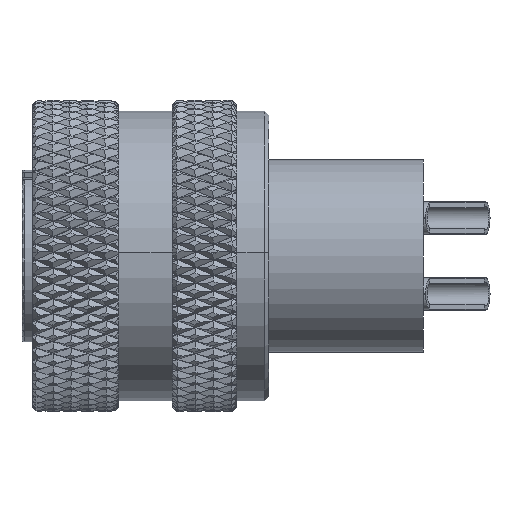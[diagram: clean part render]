
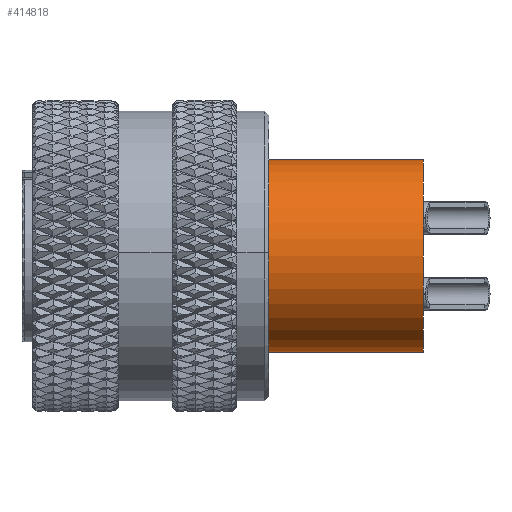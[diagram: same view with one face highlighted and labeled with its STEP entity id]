
A CAD part, front view. The second image highlights one B-rep face of the part: STEP entity #414818.
In plain terms, the highlighted cylindrical face has radius 4.5 mm (diameter 9 mm), a partial arc.
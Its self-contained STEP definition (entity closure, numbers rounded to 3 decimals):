
#6965 = CARTESIAN_POINT ( 'NONE',  ( 1.15, 0., 0. ) ) ;
#16358 = CIRCLE ( 'NONE', #304696, 4.5 ) ;
#28575 = ORIENTED_EDGE ( 'NONE', *, *, #465720, .T. ) ;
#54821 = CARTESIAN_POINT ( 'NONE',  ( -9.35, 0., 4.5 ) ) ;
#60500 = CARTESIAN_POINT ( 'NONE',  ( 9.35, 0., 0. ) ) ;
#96434 = DIRECTION ( 'NONE',  ( 0., 0., 1. ) ) ;
#136481 = CARTESIAN_POINT ( 'NONE',  ( 9.35, 0., -4.5 ) ) ;
#152780 = EDGE_CURVE ( 'NONE', #430823, #434052, #389404, .T. ) ;
#154631 = CARTESIAN_POINT ( 'NONE',  ( 1.15, 0., 4.5 ) ) ;
#163222 = DIRECTION ( 'NONE',  ( 0., 0., 1. ) ) ;
#164915 = CARTESIAN_POINT ( 'NONE',  ( -9.35, 0., 0. ) ) ;
#172936 = EDGE_CURVE ( 'NONE', #417150, #386712, #176911, .T. ) ;
#176911 = LINE ( 'NONE', #284432, #424170 ) ;
#178827 = ORIENTED_EDGE ( 'NONE', *, *, #172936, .F. ) ;
#202257 = DIRECTION ( 'NONE',  ( -1., 0., 0. ) ) ;
#203804 = DIRECTION ( 'NONE',  ( -1., 0., 0. ) ) ;
#215560 = EDGE_LOOP ( 'NONE', ( #178827, #28575, #227822, #437553 ) ) ;
#227822 = ORIENTED_EDGE ( 'NONE', *, *, #152780, .T. ) ;
#269116 = EDGE_CURVE ( 'NONE', #386712, #434052, #16358, .T. ) ;
#279607 = DIRECTION ( 'NONE',  ( -1., 0., 0. ) ) ;
#284432 = CARTESIAN_POINT ( 'NONE',  ( -9.35, 0., -4.5 ) ) ;
#304696 = AXIS2_PLACEMENT_3D ( 'NONE', #6965, #355397, #350577 ) ;
#329080 = CIRCLE ( 'NONE', #414843, 4.5 ) ;
#329256 = AXIS2_PLACEMENT_3D ( 'NONE', #164915, #348127, #96434 ) ;
#348127 = DIRECTION ( 'NONE',  ( -1., 0., 0. ) ) ;
#350577 = DIRECTION ( 'NONE',  ( 0., 0., 1. ) ) ;
#355397 = DIRECTION ( 'NONE',  ( -1., 0., 0. ) ) ;
#367471 = CARTESIAN_POINT ( 'NONE',  ( 1.15, 0., -4.5 ) ) ;
#375761 = CYLINDRICAL_SURFACE ( 'NONE', #329256, 4.5 ) ;
#386712 = VERTEX_POINT ( 'NONE', #367471 ) ;
#387157 = FACE_OUTER_BOUND ( 'NONE', #215560, .T. ) ;
#389404 = LINE ( 'NONE', #54821, #406872 ) ;
#393965 = CARTESIAN_POINT ( 'NONE',  ( 9.35, 0., 4.5 ) ) ;
#406872 = VECTOR ( 'NONE', #203804, 1000. ) ;
#414818 = ADVANCED_FACE ( 'NONE', ( #387157 ), #375761, .T. ) ;
#414843 = AXIS2_PLACEMENT_3D ( 'NONE', #60500, #202257, #163222 ) ;
#417150 = VERTEX_POINT ( 'NONE', #136481 ) ;
#424170 = VECTOR ( 'NONE', #279607, 1000. ) ;
#430823 = VERTEX_POINT ( 'NONE', #393965 ) ;
#434052 = VERTEX_POINT ( 'NONE', #154631 ) ;
#437553 = ORIENTED_EDGE ( 'NONE', *, *, #269116, .F. ) ;
#465720 = EDGE_CURVE ( 'NONE', #417150, #430823, #329080, .T. ) ;
